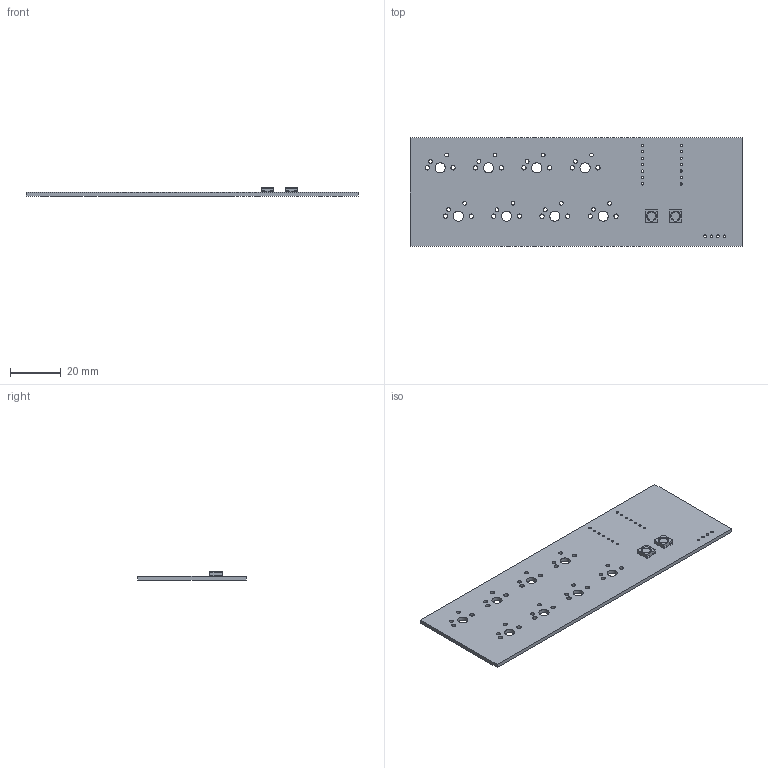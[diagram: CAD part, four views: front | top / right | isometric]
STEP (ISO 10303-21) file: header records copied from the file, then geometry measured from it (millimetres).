
FILE_DESCRIPTION(('KiCad electronic assembly'),'2;1');
FILE_NAME('Macropad_PCB.step','2025-12-06T16:41:44',('Pcbnew'),('Kicad') ,'Open CASCADE STEP processor 7.9','KiCad to STEP converter','Unknown' );
FILE_SCHEMA(('AUTOMOTIVE_DESIGN { 1 0 10303 214 1 1 1 1 }'));
Length unit declared in the file: millimetre
Products named in the file (3): Macropad_PCB 1; LED_SK6812_PLCC4_5.0x5.0mm_P3.2mm; Macropad_PCB_PCB
Assembly tree (3 placements, depth 2):
  Macropad_PCB 1
    LED_SK6812_PLCC4_5.0x5.0mm_P3.2mm  x2
    Macropad_PCB_PCB
Bounding box: 130.97 x 42.86 x 3.29 mm (x, y, z)
Volume: 8282.2 mm3; surface area: 12052.7 mm2
Topology: 3 solids, 3 shells, 200 faces, 588 edges, 388 vertices
Faces by surface type: cylinder 102, plane 96, cone 2
Full cylindrical faces by diameter (mm): 0.889 x14, 1 x4, 1.5 x16, 1.7 x16, 3.333 x2, 4 x8
Entity records: 5228 total; most frequent: DIRECTION 815, CARTESIAN_POINT 779, ORIENTED_EDGE 774, EDGE_CURVE 387, AXIS2_PLACEMENT_3D 292, VERTEX_POINT 256, FACE_BOUND 253, EDGE_LOOP 253
